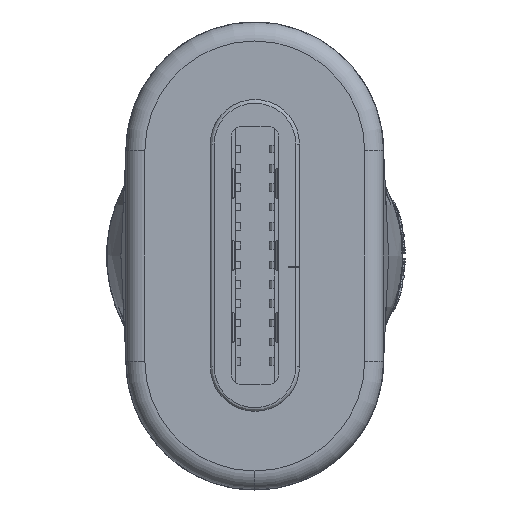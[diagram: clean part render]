
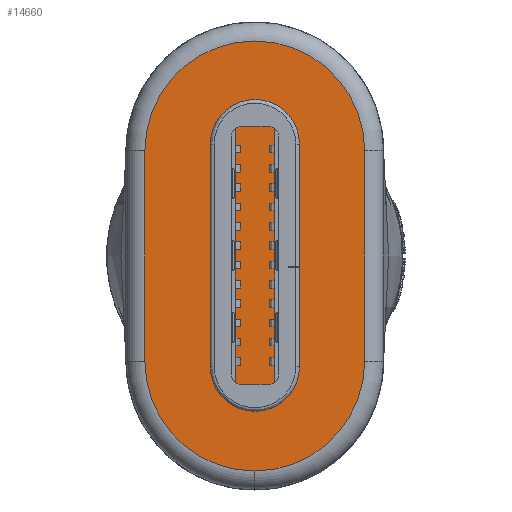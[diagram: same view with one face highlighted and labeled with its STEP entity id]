
A CAD part, left-side view. The second image highlights one B-rep face of the part: STEP entity #14660.
In plain terms, the highlighted planar face has unit normal (-1, 0, 0).
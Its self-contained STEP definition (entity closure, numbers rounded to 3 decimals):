
#84 = LINE ( 'NONE', #16015, #40541 ) ;
#287 = CIRCLE ( 'NONE', #2307, 2.9 ) ;
#644 = CARTESIAN_POINT ( 'NONE',  ( 0., 2.9, 2.775 ) ) ;
#1318 = CARTESIAN_POINT ( 'NONE',  ( 0., 0., -2.775 ) ) ;
#1569 = ORIENTED_EDGE ( 'NONE', *, *, #6878, .T. ) ;
#2004 = VERTEX_POINT ( 'NONE', #7376 ) ;
#2307 = AXIS2_PLACEMENT_3D ( 'NONE', #38001, #2493, #21238 ) ;
#2325 = CIRCLE ( 'NONE', #26089, 2.9 ) ;
#2493 = DIRECTION ( 'NONE',  ( -1., 0., 0. ) ) ;
#2647 = DIRECTION ( 'NONE',  ( 0., 0., -1. ) ) ;
#3755 = DIRECTION ( 'NONE',  ( -1., 0., 0. ) ) ;
#6878 = EDGE_CURVE ( 'NONE', #2004, #9697, #22339, .T. ) ;
#7376 = CARTESIAN_POINT ( 'NONE',  ( 0., 0., -5.675 ) ) ;
#8081 = AXIS2_PLACEMENT_3D ( 'NONE', #35643, #3755, #26691 ) ;
#8448 = ORIENTED_EDGE ( 'NONE', *, *, #14276, .T. ) ;
#9697 = VERTEX_POINT ( 'NONE', #15576 ) ;
#9810 = DIRECTION ( 'NONE',  ( 0., 0., -1. ) ) ;
#9941 = EDGE_CURVE ( 'NONE', #28583, #2004, #2325, .T. ) ;
#14276 = EDGE_CURVE ( 'NONE', #32441, #28583, #84, .T. ) ;
#14288 = DIRECTION ( 'NONE',  ( 0., 0., 1. ) ) ;
#14660 = ADVANCED_FACE ( 'NONE', ( #21950 ), #15546, .F. ) ;
#15546 = PLANE ( 'NONE',  #29700 ) ;
#15576 = CARTESIAN_POINT ( 'NONE',  ( 0., -2.9, -2.775 ) ) ;
#16015 = CARTESIAN_POINT ( 'NONE',  ( 0., 2.9, 2.775 ) ) ;
#17101 = EDGE_CURVE ( 'NONE', #31691, #32441, #287, .T. ) ;
#18230 = ORIENTED_EDGE ( 'NONE', *, *, #17101, .T. ) ;
#20325 = EDGE_LOOP ( 'NONE', ( #20643, #1569, #29899, #18230, #8448 ) ) ;
#20643 = ORIENTED_EDGE ( 'NONE', *, *, #9941, .T. ) ;
#21238 = DIRECTION ( 'NONE',  ( 0., 0., -1. ) ) ;
#21950 = FACE_OUTER_BOUND ( 'NONE', #20325, .T. ) ;
#22339 = CIRCLE ( 'NONE', #8081, 2.9 ) ;
#24297 = DIRECTION ( 'NONE',  ( -1., 0., 0. ) ) ;
#24621 = EDGE_CURVE ( 'NONE', #9697, #31691, #34701, .T. ) ;
#25551 = CARTESIAN_POINT ( 'NONE',  ( 0., 0., 2.775 ) ) ;
#26089 = AXIS2_PLACEMENT_3D ( 'NONE', #1318, #24297, #34694 ) ;
#26691 = DIRECTION ( 'NONE',  ( 0., 0., -1. ) ) ;
#27402 = CARTESIAN_POINT ( 'NONE',  ( 0., 2.9, -2.775 ) ) ;
#28583 = VERTEX_POINT ( 'NONE', #27402 ) ;
#29700 = AXIS2_PLACEMENT_3D ( 'NONE', #25551, #38923, #9810 ) ;
#29899 = ORIENTED_EDGE ( 'NONE', *, *, #24621, .T. ) ;
#30465 = CARTESIAN_POINT ( 'NONE',  ( 0., -2.9, 2.775 ) ) ;
#31691 = VERTEX_POINT ( 'NONE', #30465 ) ;
#32441 = VERTEX_POINT ( 'NONE', #644 ) ;
#34694 = DIRECTION ( 'NONE',  ( 0., 0., -1. ) ) ;
#34701 = LINE ( 'NONE', #41054, #36355 ) ;
#35643 = CARTESIAN_POINT ( 'NONE',  ( 0., 0., -2.775 ) ) ;
#36355 = VECTOR ( 'NONE', #14288, 1000. ) ;
#38001 = CARTESIAN_POINT ( 'NONE',  ( 0., 0., 2.775 ) ) ;
#38923 = DIRECTION ( 'NONE',  ( 1., 0., 0. ) ) ;
#40541 = VECTOR ( 'NONE', #2647, 1000. ) ;
#41054 = CARTESIAN_POINT ( 'NONE',  ( 0., -2.9, 2.775 ) ) ;
